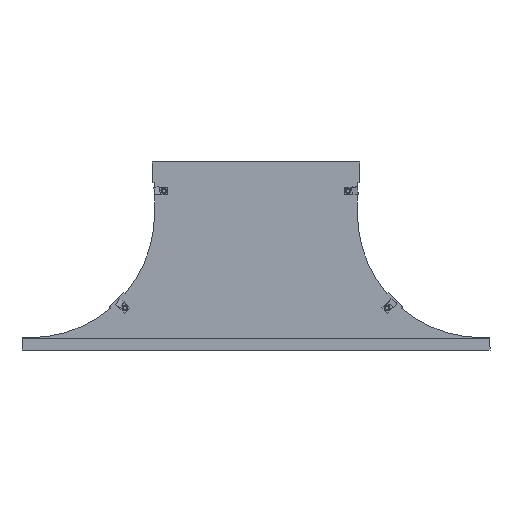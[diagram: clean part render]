
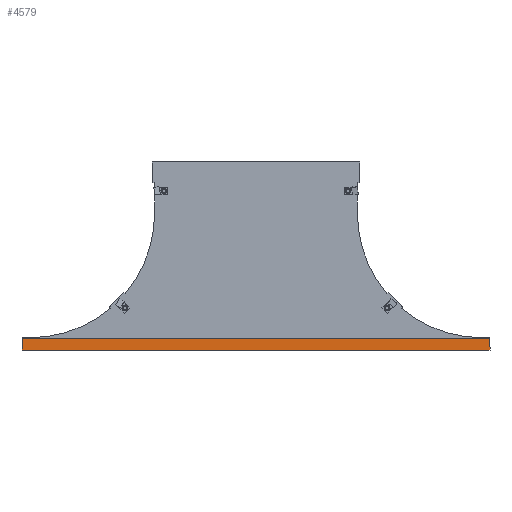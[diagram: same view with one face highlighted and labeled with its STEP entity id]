
A CAD part, front view. The second image highlights one B-rep face of the part: STEP entity #4579.
In plain terms, the highlighted planar face has unit normal (0, -1, 0).
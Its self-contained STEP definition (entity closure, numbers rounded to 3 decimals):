
#202 = ORIENTED_EDGE ( 'NONE', *, *, #827, .T. ) ;
#359 = EDGE_CURVE ( 'NONE', #5482, #375, #5103, .T. ) ;
#375 = VERTEX_POINT ( 'NONE', #4193 ) ;
#515 = LINE ( 'NONE', #875, #638 ) ;
#555 = LINE ( 'NONE', #3300, #1120 ) ;
#609 = VECTOR ( 'NONE', #3083, 1000. ) ;
#613 = LINE ( 'NONE', #3074, #609 ) ;
#638 = VECTOR ( 'NONE', #4207, 1000. ) ;
#827 = EDGE_CURVE ( 'NONE', #4410, #3829, #613, .T. ) ;
#872 = EDGE_CURVE ( 'NONE', #375, #4410, #555, .T. ) ;
#875 = CARTESIAN_POINT ( 'NONE',  ( 550., 0.25, -430.5 ) ) ;
#1120 = VECTOR ( 'NONE', #3340, 1000. ) ;
#1370 = DIRECTION ( 'NONE',  ( 0., 0., -1. ) ) ;
#1725 = CARTESIAN_POINT ( 'NONE',  ( -570., 0.25, -124.793 ) ) ;
#1985 = EDGE_CURVE ( 'NONE', #5482, #3829, #515, .T. ) ;
#2539 = EDGE_LOOP ( 'NONE', ( #5395, #5866, #202, #2885 ) ) ;
#2706 = CARTESIAN_POINT ( 'NONE',  ( 570., 0.25, -458. ) ) ;
#2885 = ORIENTED_EDGE ( 'NONE', *, *, #1985, .F. ) ;
#3074 = CARTESIAN_POINT ( 'NONE',  ( 570., 0.25, -430.914 ) ) ;
#3083 = DIRECTION ( 'NONE',  ( 0., 0., 1. ) ) ;
#3300 = CARTESIAN_POINT ( 'NONE',  ( 550., 0.25, -458. ) ) ;
#3340 = DIRECTION ( 'NONE',  ( 1., 0., 0. ) ) ;
#3829 = VERTEX_POINT ( 'NONE', #5548 ) ;
#4098 = DIRECTION ( 'NONE',  ( 0., 0., -1. ) ) ;
#4193 = CARTESIAN_POINT ( 'NONE',  ( -570., 0.25, -458. ) ) ;
#4207 = DIRECTION ( 'NONE',  ( 1., 0., 0. ) ) ;
#4410 = VERTEX_POINT ( 'NONE', #2706 ) ;
#4579 = ADVANCED_FACE ( 'NONE', ( #5337 ), #6183, .T. ) ;
#5103 = LINE ( 'NONE', #1725, #5307 ) ;
#5307 = VECTOR ( 'NONE', #4098, 1000. ) ;
#5309 = CARTESIAN_POINT ( 'NONE',  ( 550., 0.25, -124.793 ) ) ;
#5337 = FACE_OUTER_BOUND ( 'NONE', #2539, .T. ) ;
#5395 = ORIENTED_EDGE ( 'NONE', *, *, #359, .T. ) ;
#5482 = VERTEX_POINT ( 'NONE', #6266 ) ;
#5548 = CARTESIAN_POINT ( 'NONE',  ( 570., 0.25, -430.5 ) ) ;
#5866 = ORIENTED_EDGE ( 'NONE', *, *, #872, .T. ) ;
#5968 = AXIS2_PLACEMENT_3D ( 'NONE', #5309, #6208, #1370 ) ;
#6183 = PLANE ( 'NONE',  #5968 ) ;
#6208 = DIRECTION ( 'NONE',  ( 0., -1., 0. ) ) ;
#6266 = CARTESIAN_POINT ( 'NONE',  ( -570., 0.25, -430.5 ) ) ;
